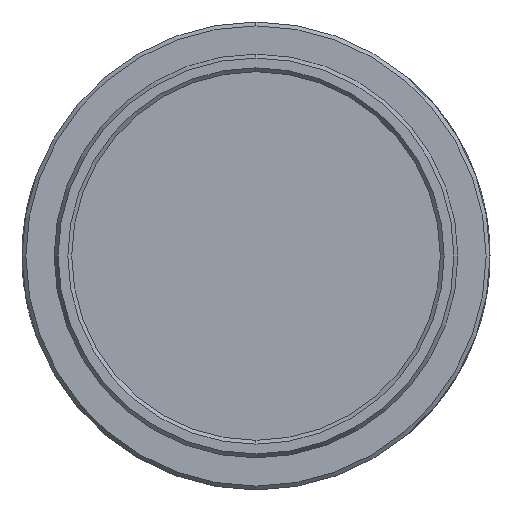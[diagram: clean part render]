
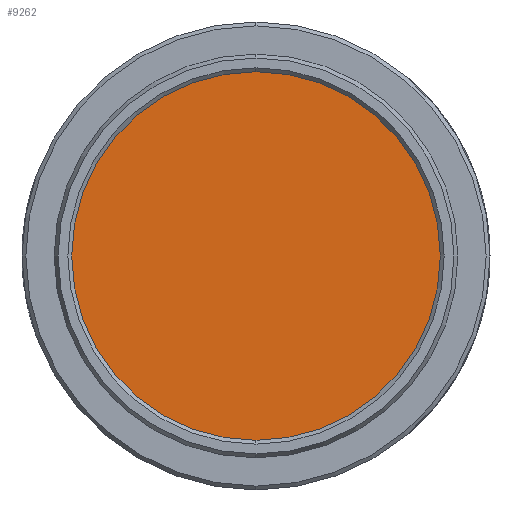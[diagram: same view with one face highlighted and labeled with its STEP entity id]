
A CAD part, left-side view. The second image highlights one B-rep face of the part: STEP entity #9262.
In plain terms, the highlighted planar face has unit normal (-1, 0, 0).
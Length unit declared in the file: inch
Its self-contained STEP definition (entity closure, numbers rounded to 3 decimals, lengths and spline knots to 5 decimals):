
#909 = CIRCLE ( 'NONE', #11490, 0.5 ) ;
#1997 = DIRECTION ( 'NONE',  ( 1., 0., 0. ) ) ;
#2544 = EDGE_CURVE ( 'NONE', #11858, #4640, #11857, .T. ) ;
#3634 = CARTESIAN_POINT ( 'NONE',  ( -0.075, 0., 0.5 ) ) ;
#4255 = CARTESIAN_POINT ( 'NONE',  ( -0.075, 0., 0. ) ) ;
#4582 = CARTESIAN_POINT ( 'NONE',  ( -0.075, 0., 0. ) ) ;
#4640 = VERTEX_POINT ( 'NONE', #10269 ) ;
#5761 = DIRECTION ( 'NONE',  ( 0., 0., -1. ) ) ;
#6144 = DIRECTION ( 'NONE',  ( 1., 0., 0. ) ) ;
#8933 = PLANE ( 'NONE',  #11785 ) ;
#9262 = ADVANCED_FACE ( 'NONE', ( #14519 ), #8933, .F. ) ;
#10103 = DIRECTION ( 'NONE',  ( 0., 0., -1. ) ) ;
#10269 = CARTESIAN_POINT ( 'NONE',  ( -0.075, 0., -0.5 ) ) ;
#10272 = EDGE_CURVE ( 'NONE', #4640, #11858, #909, .T. ) ;
#11379 = EDGE_LOOP ( 'NONE', ( #14460, #12473 ) ) ;
#11490 = AXIS2_PLACEMENT_3D ( 'NONE', #4582, #12705, #5761 ) ;
#11785 = AXIS2_PLACEMENT_3D ( 'NONE', #4255, #1997, #10103 ) ;
#11857 = CIRCLE ( 'NONE', #13578, 0.5 ) ;
#11858 = VERTEX_POINT ( 'NONE', #3634 ) ;
#12473 = ORIENTED_EDGE ( 'NONE', *, *, #2544, .F. ) ;
#12705 = DIRECTION ( 'NONE',  ( 1., 0., 0. ) ) ;
#13082 = CARTESIAN_POINT ( 'NONE',  ( -0.075, 0., 0. ) ) ;
#13578 = AXIS2_PLACEMENT_3D ( 'NONE', #13082, #6144, #14235 ) ;
#14235 = DIRECTION ( 'NONE',  ( 0., 0., -1. ) ) ;
#14460 = ORIENTED_EDGE ( 'NONE', *, *, #10272, .F. ) ;
#14519 = FACE_OUTER_BOUND ( 'NONE', #11379, .T. ) ;
